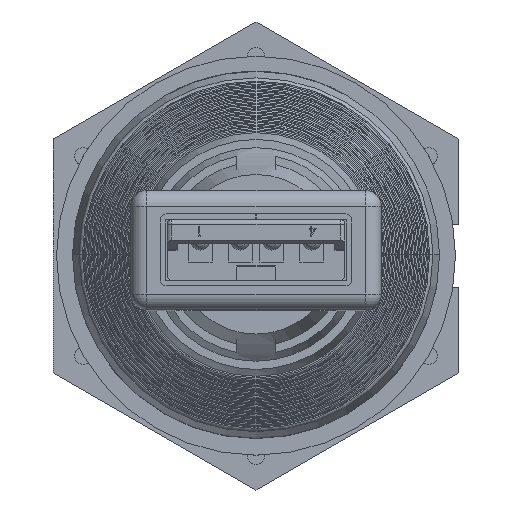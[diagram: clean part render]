
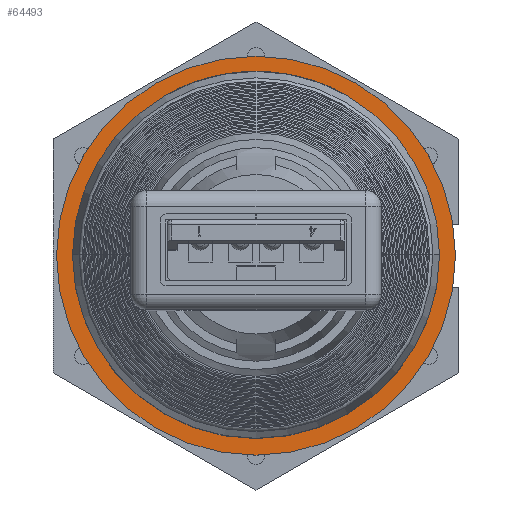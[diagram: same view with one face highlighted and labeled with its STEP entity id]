
A CAD part, top view. The second image highlights one B-rep face of the part: STEP entity #64493.
In plain terms, the highlighted face is planar.
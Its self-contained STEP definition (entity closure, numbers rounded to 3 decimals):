
#1494 = EDGE_LOOP ( 'NONE', ( #36544, #20831 ) ) ;
#7514 = CARTESIAN_POINT ( 'NONE',  ( 0., 0.75, 0. ) ) ;
#8753 = DIRECTION ( 'NONE',  ( 0., 0., 1. ) ) ;
#13397 = CIRCLE ( 'NONE', #97400, 10.15 ) ;
#16247 = DIRECTION ( 'NONE',  ( 0., 1., 0. ) ) ;
#16983 = VERTEX_POINT ( 'NONE', #27659 ) ;
#17727 = DIRECTION ( 'NONE',  ( 0., 0., 1. ) ) ;
#17901 = DIRECTION ( 'NONE',  ( 0., 0., 1. ) ) ;
#20831 = ORIENTED_EDGE ( 'NONE', *, *, #86725, .T. ) ;
#20980 = CARTESIAN_POINT ( 'NONE',  ( 0., 0.75, 0. ) ) ;
#21210 = CIRCLE ( 'NONE', #70978, 12.5 ) ;
#22530 = EDGE_CURVE ( 'NONE', #76854, #76281, #13397, .T. ) ;
#25199 = VERTEX_POINT ( 'NONE', #87861 ) ;
#25995 = AXIS2_PLACEMENT_3D ( 'NONE', #7514, #63352, #47249 ) ;
#27288 = EDGE_CURVE ( 'NONE', #25199, #16983, #98797, .T. ) ;
#27659 = CARTESIAN_POINT ( 'NONE',  ( 0., 0.75, 12.5 ) ) ;
#28646 = ORIENTED_EDGE ( 'NONE', *, *, #39023, .F. ) ;
#34206 = CARTESIAN_POINT ( 'NONE',  ( 0., 0.75, 0. ) ) ;
#36544 = ORIENTED_EDGE ( 'NONE', *, *, #27288, .T. ) ;
#37871 = CARTESIAN_POINT ( 'NONE',  ( 0., 0.75, 10.15 ) ) ;
#39023 = EDGE_CURVE ( 'NONE', #76281, #76854, #76433, .T. ) ;
#47249 = DIRECTION ( 'NONE',  ( 0., 0., 1. ) ) ;
#51056 = AXIS2_PLACEMENT_3D ( 'NONE', #34206, #65429, #17727 ) ;
#55546 = CARTESIAN_POINT ( 'NONE',  ( 0., 0.75, -10.15 ) ) ;
#59526 = AXIS2_PLACEMENT_3D ( 'NONE', #65929, #80971, #17901 ) ;
#59764 = DIRECTION ( 'NONE',  ( 0., 0., 1. ) ) ;
#63352 = DIRECTION ( 'NONE',  ( 0., 1., 0. ) ) ;
#64493 = ADVANCED_FACE ( 'NONE', ( #86781, #67167 ), #101367, .T. ) ;
#65429 = DIRECTION ( 'NONE',  ( 0., 1., 0. ) ) ;
#65929 = CARTESIAN_POINT ( 'NONE',  ( 0., 0.75, 0. ) ) ;
#67167 = FACE_BOUND ( 'NONE', #91040, .T. ) ;
#70978 = AXIS2_PLACEMENT_3D ( 'NONE', #96093, #16247, #8753 ) ;
#74761 = DIRECTION ( 'NONE',  ( 0., 1., 0. ) ) ;
#76281 = VERTEX_POINT ( 'NONE', #55546 ) ;
#76433 = CIRCLE ( 'NONE', #59526, 10.15 ) ;
#76854 = VERTEX_POINT ( 'NONE', #37871 ) ;
#80971 = DIRECTION ( 'NONE',  ( 0., 1., 0. ) ) ;
#86725 = EDGE_CURVE ( 'NONE', #16983, #25199, #21210, .T. ) ;
#86781 = FACE_OUTER_BOUND ( 'NONE', #1494, .T. ) ;
#87861 = CARTESIAN_POINT ( 'NONE',  ( 0., 0.75, -12.5 ) ) ;
#91040 = EDGE_LOOP ( 'NONE', ( #28646, #99839 ) ) ;
#96093 = CARTESIAN_POINT ( 'NONE',  ( 0., 0.75, 0. ) ) ;
#97400 = AXIS2_PLACEMENT_3D ( 'NONE', #20980, #74761, #59764 ) ;
#98797 = CIRCLE ( 'NONE', #51056, 12.5 ) ;
#99839 = ORIENTED_EDGE ( 'NONE', *, *, #22530, .F. ) ;
#101367 = PLANE ( 'NONE',  #25995 ) ;
